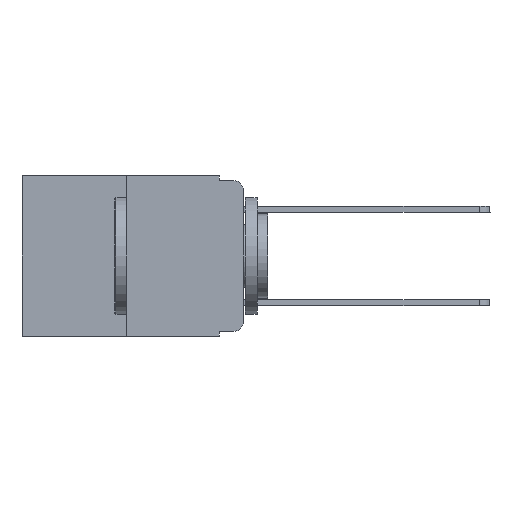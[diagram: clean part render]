
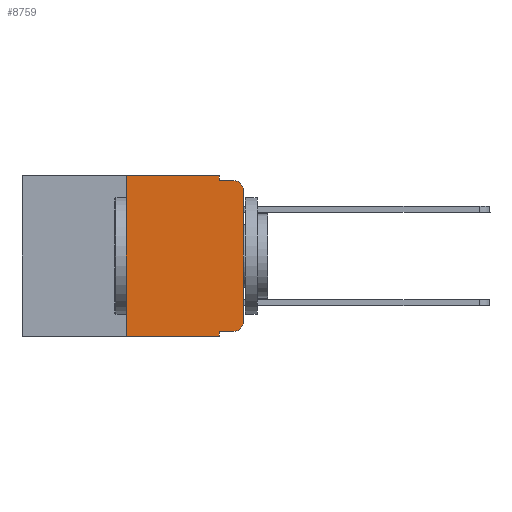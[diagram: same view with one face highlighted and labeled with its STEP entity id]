
A CAD part, left-side view. The second image highlights one B-rep face of the part: STEP entity #8759.
In plain terms, the highlighted planar face has unit normal (-1, 0, 0).
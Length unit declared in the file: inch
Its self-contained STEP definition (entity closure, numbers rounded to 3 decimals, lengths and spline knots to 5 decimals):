
#245 = LINE ( 'NONE', #5167, #16703 ) ;
#552 = AXIS2_PLACEMENT_3D ( 'NONE', #735, #3861, #14678 ) ;
#648 = CIRCLE ( 'NONE', #10173, 0.02 ) ;
#729 = LINE ( 'NONE', #15496, #12371 ) ;
#735 = CARTESIAN_POINT ( 'NONE',  ( 0., 0.473, 0. ) ) ;
#819 = VERTEX_POINT ( 'NONE', #7825 ) ;
#1465 = ORIENTED_EDGE ( 'NONE', *, *, #5913, .F. ) ;
#1579 = DIRECTION ( 'NONE',  ( -1., 0., 0. ) ) ;
#1869 = CARTESIAN_POINT ( 'NONE',  ( 0., 0.051, 0. ) ) ;
#1947 = DIRECTION ( 'NONE',  ( 0., -1., 0. ) ) ;
#2094 = LINE ( 'NONE', #9952, #11500 ) ;
#2461 = CARTESIAN_POINT ( 'NONE',  ( 0., 0.051, -0.01 ) ) ;
#2510 = ORIENTED_EDGE ( 'NONE', *, *, #10612, .F. ) ;
#2604 = EDGE_CURVE ( 'NONE', #13714, #6210, #15616, .T. ) ;
#2964 = ORIENTED_EDGE ( 'NONE', *, *, #8887, .F. ) ;
#3332 = CARTESIAN_POINT ( 'NONE',  ( 0., 0., -0.03 ) ) ;
#3527 = VECTOR ( 'NONE', #8081, 39.37008 ) ;
#3853 = LINE ( 'NONE', #4215, #9902 ) ;
#3861 = DIRECTION ( 'NONE',  ( 1., 0., 0. ) ) ;
#3929 = PLANE ( 'NONE',  #552 ) ;
#3963 = VERTEX_POINT ( 'NONE', #3332 ) ;
#4069 = CARTESIAN_POINT ( 'NONE',  ( 0., 0.051, -0.343 ) ) ;
#4215 = CARTESIAN_POINT ( 'NONE',  ( 0., 0.473, -0.343 ) ) ;
#4306 = LINE ( 'NONE', #2461, #5500 ) ;
#4538 = EDGE_CURVE ( 'NONE', #819, #3963, #729, .T. ) ;
#5167 = CARTESIAN_POINT ( 'NONE',  ( 0., 0.473, 0. ) ) ;
#5500 = VECTOR ( 'NONE', #13256, 39.37008 ) ;
#5825 = DIRECTION ( 'NONE',  ( -1., 0., 0. ) ) ;
#5886 = CARTESIAN_POINT ( 'NONE',  ( 0., 0.02, -0.333 ) ) ;
#5913 = EDGE_CURVE ( 'NONE', #10407, #17582, #245, .T. ) ;
#5927 = DIRECTION ( 'NONE',  ( 0., 0., 1. ) ) ;
#6136 = ORIENTED_EDGE ( 'NONE', *, *, #6227, .T. ) ;
#6210 = VERTEX_POINT ( 'NONE', #4069 ) ;
#6227 = EDGE_CURVE ( 'NONE', #10136, #6210, #3853, .T. ) ;
#6927 = DIRECTION ( 'NONE',  ( 0., 0., -1. ) ) ;
#7171 = ORIENTED_EDGE ( 'NONE', *, *, #4538, .T. ) ;
#7642 = DIRECTION ( 'NONE',  ( 0., 0., -1. ) ) ;
#7825 = CARTESIAN_POINT ( 'NONE',  ( 0., 0., -0.313 ) ) ;
#7970 = ORIENTED_EDGE ( 'NONE', *, *, #10769, .T. ) ;
#8081 = DIRECTION ( 'NONE',  ( 0., 0., -1. ) ) ;
#8676 = DIRECTION ( 'NONE',  ( 0., 0., -1. ) ) ;
#8759 = ADVANCED_FACE ( 'NONE', ( #10128 ), #3929, .F. ) ;
#8887 = EDGE_CURVE ( 'NONE', #15542, #11022, #4306, .T. ) ;
#8894 = CIRCLE ( 'NONE', #14984, 0.02 ) ;
#8934 = CARTESIAN_POINT ( 'NONE',  ( 0., 0.02, -0.01 ) ) ;
#9823 = DIRECTION ( 'NONE',  ( 0., -1., 0. ) ) ;
#9902 = VECTOR ( 'NONE', #15036, 39.37008 ) ;
#9952 = CARTESIAN_POINT ( 'NONE',  ( 0., 0.051, -0.333 ) ) ;
#9995 = ORIENTED_EDGE ( 'NONE', *, *, #17324, .T. ) ;
#10045 = LINE ( 'NONE', #1869, #3527 ) ;
#10128 = FACE_OUTER_BOUND ( 'NONE', #10578, .T. ) ;
#10136 = VERTEX_POINT ( 'NONE', #19253 ) ;
#10173 = AXIS2_PLACEMENT_3D ( 'NONE', #10414, #5825, #8676 ) ;
#10407 = VERTEX_POINT ( 'NONE', #14005 ) ;
#10414 = CARTESIAN_POINT ( 'NONE',  ( 0., 0.02, -0.313 ) ) ;
#10578 = EDGE_LOOP ( 'NONE', ( #7171, #19805, #2964, #2510, #1465, #12962, #6136, #16831, #7970, #9995 ) ) ;
#10612 = EDGE_CURVE ( 'NONE', #17582, #15542, #10045, .T. ) ;
#10769 = EDGE_CURVE ( 'NONE', #13714, #19105, #2094, .T. ) ;
#10921 = VECTOR ( 'NONE', #5927, 39.37008 ) ;
#11022 = VERTEX_POINT ( 'NONE', #8934 ) ;
#11500 = VECTOR ( 'NONE', #9823, 39.37008 ) ;
#11532 = CARTESIAN_POINT ( 'NONE',  ( 0., 0.051, 0. ) ) ;
#12371 = VECTOR ( 'NONE', #12766, 39.37008 ) ;
#12766 = DIRECTION ( 'NONE',  ( 0., 0., 1. ) ) ;
#12962 = ORIENTED_EDGE ( 'NONE', *, *, #14412, .F. ) ;
#13256 = DIRECTION ( 'NONE',  ( 0., -1., 0. ) ) ;
#13516 = CARTESIAN_POINT ( 'NONE',  ( 0., 0.051, -0.333 ) ) ;
#13684 = CARTESIAN_POINT ( 'NONE',  ( 0., 0.25, 0. ) ) ;
#13714 = VERTEX_POINT ( 'NONE', #13516 ) ;
#14005 = CARTESIAN_POINT ( 'NONE',  ( 0., 0.25, 0. ) ) ;
#14412 = EDGE_CURVE ( 'NONE', #10136, #10407, #18168, .T. ) ;
#14678 = DIRECTION ( 'NONE',  ( 0., 0., -1. ) ) ;
#14855 = VECTOR ( 'NONE', #6927, 39.37008 ) ;
#14893 = CARTESIAN_POINT ( 'NONE',  ( 0., 0.051, -0.01 ) ) ;
#14984 = AXIS2_PLACEMENT_3D ( 'NONE', #16989, #1579, #7642 ) ;
#15036 = DIRECTION ( 'NONE',  ( 0., -1., 0. ) ) ;
#15496 = CARTESIAN_POINT ( 'NONE',  ( 0., 0., 0. ) ) ;
#15542 = VERTEX_POINT ( 'NONE', #14893 ) ;
#15616 = LINE ( 'NONE', #11532, #14855 ) ;
#16703 = VECTOR ( 'NONE', #1947, 39.37008 ) ;
#16831 = ORIENTED_EDGE ( 'NONE', *, *, #2604, .F. ) ;
#16989 = CARTESIAN_POINT ( 'NONE',  ( 0., 0.02, -0.03 ) ) ;
#17324 = EDGE_CURVE ( 'NONE', #19105, #819, #648, .T. ) ;
#17403 = EDGE_CURVE ( 'NONE', #3963, #11022, #8894, .T. ) ;
#17582 = VERTEX_POINT ( 'NONE', #18673 ) ;
#18168 = LINE ( 'NONE', #13684, #10921 ) ;
#18673 = CARTESIAN_POINT ( 'NONE',  ( 0., 0.051, 0. ) ) ;
#19105 = VERTEX_POINT ( 'NONE', #5886 ) ;
#19253 = CARTESIAN_POINT ( 'NONE',  ( 0., 0.25, -0.343 ) ) ;
#19805 = ORIENTED_EDGE ( 'NONE', *, *, #17403, .T. ) ;
